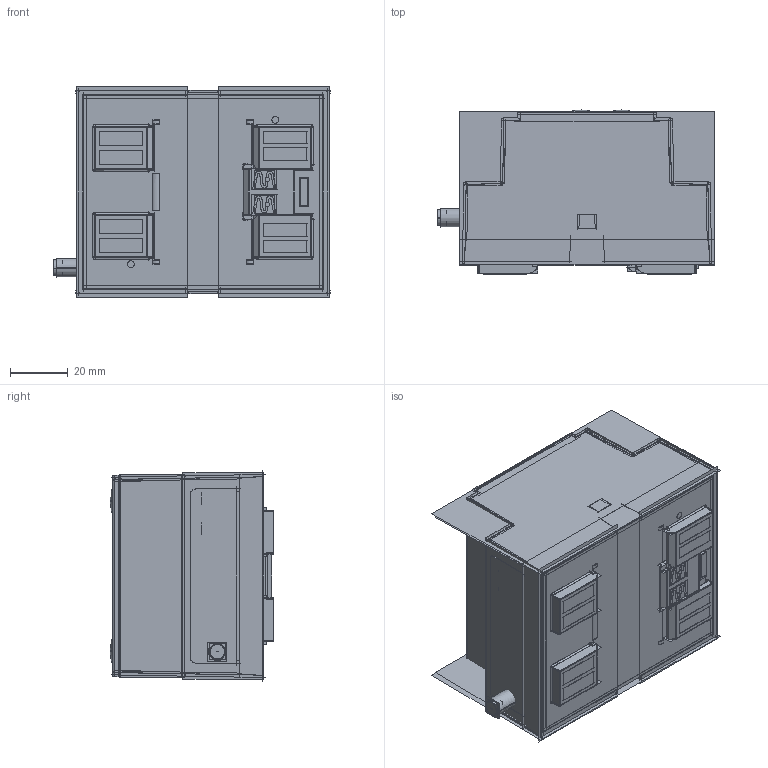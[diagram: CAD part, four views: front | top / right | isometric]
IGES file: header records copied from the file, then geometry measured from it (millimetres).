
Start section:  PTC IGES file: 255105_sm01.igs
Global section: file name: 255105_sm01.igs; native system: Creo Parametric by PTC Inc.; preprocessor: 2022414; author: banengservice; organization: Unknown; date: 20260210.110516; units: millimetre
Bounding box: 95.69 x 56.73 x 73.09 mm (x, y, z)
Volume: 233829.7 mm3; surface area: 284894.2 mm2
Topology: 1 solids, 1 shells, 2900 faces, 14726 edges, 18297 vertices
Faces by surface type: bspline 1812, revolution 1072, extrusion 16
